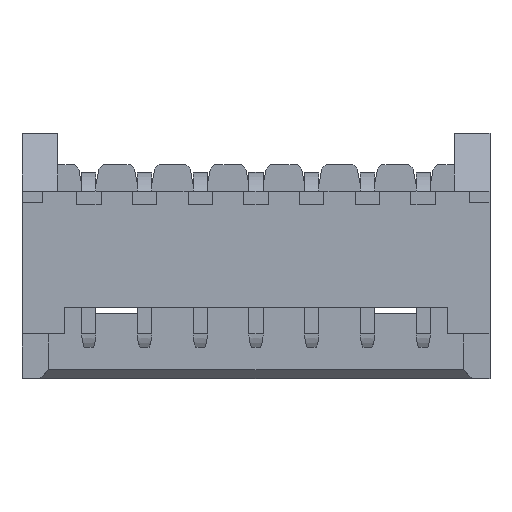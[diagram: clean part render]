
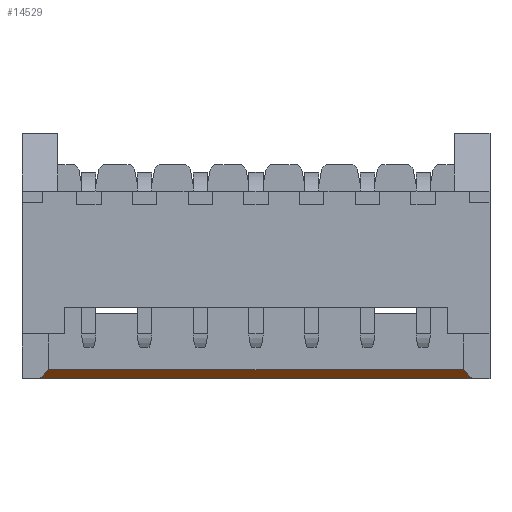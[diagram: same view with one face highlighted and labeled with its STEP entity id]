
A CAD part, top view. The second image highlights one B-rep face of the part: STEP entity #14529.
In plain terms, the highlighted planar face has unit normal (0, -0.707, 0.707).
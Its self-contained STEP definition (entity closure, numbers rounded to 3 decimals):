
#2203 = PLANE('',#2204);
#2204 = AXIS2_PLACEMENT_3D('',#2205,#2206,#2207);
#2205 = CARTESIAN_POINT('',(3.75,-4.45,1.8));
#2206 = DIRECTION('',(0.,-1.,0.));
#2207 = DIRECTION('',(-1.,0.,0.));
#5541 = VERTEX_POINT('',#5542);
#5542 = CARTESIAN_POINT('',(-1.1,-4.45,0.55));
#5556 = PLANE('',#5557);
#5557 = AXIS2_PLACEMENT_3D('',#5558,#5559,#5560);
#5558 = CARTESIAN_POINT('',(-1.1,-4.45,3.15));
#5559 = DIRECTION('',(0.707,-0.707,
    0.));
#5560 = DIRECTION('',(0.,0.,-1.));
#5568 = EDGE_CURVE('',#5541,#5569,#5571,.T.);
#5569 = VERTEX_POINT('',#5570);
#5570 = CARTESIAN_POINT('',(8.6,-4.45,0.55));
#5571 = SURFACE_CURVE('',#5572,(#5576,#5583),.PCURVE_S1.);
#5572 = LINE('',#5573,#5574);
#5573 = CARTESIAN_POINT('',(-1.1,-4.45,0.55));
#5574 = VECTOR('',#5575,1.);
#5575 = DIRECTION('',(1.,0.,0.));
#5576 = PCURVE('',#2203,#5577);
#5577 = DEFINITIONAL_REPRESENTATION('',(#5578),#5582);
#5578 = LINE('',#5579,#5580);
#5579 = CARTESIAN_POINT('',(4.85,1.25));
#5580 = VECTOR('',#5581,1.);
#5581 = DIRECTION('',(-1.,0.));
#5582 = ( GEOMETRIC_REPRESENTATION_CONTEXT(2) 
PARAMETRIC_REPRESENTATION_CONTEXT() REPRESENTATION_CONTEXT('2D SPACE',''
  ) );
#5583 = PCURVE('',#5584,#5589);
#5584 = PLANE('',#5585);
#5585 = AXIS2_PLACEMENT_3D('',#5586,#5587,#5588);
#5586 = CARTESIAN_POINT('',(-0.9,-4.45,0.55));
#5587 = DIRECTION('',(0.,-0.707,0.707));
#5588 = DIRECTION('',(1.,0.,0.));
#5589 = DEFINITIONAL_REPRESENTATION('',(#5590),#5594);
#5590 = LINE('',#5591,#5592);
#5591 = CARTESIAN_POINT('',(-0.2,0.));
#5592 = VECTOR('',#5593,1.);
#5593 = DIRECTION('',(1.,0.));
#5594 = ( GEOMETRIC_REPRESENTATION_CONTEXT(2) 
PARAMETRIC_REPRESENTATION_CONTEXT() REPRESENTATION_CONTEXT('2D SPACE',''
  ) );
#5610 = PLANE('',#5611);
#5611 = AXIS2_PLACEMENT_3D('',#5612,#5613,#5614);
#5612 = CARTESIAN_POINT('',(8.6,-4.45,0.75));
#5613 = DIRECTION('',(-0.707,-0.707,
    0.));
#5614 = DIRECTION('',(0.,0.,1.));
#9690 = PLANE('',#9691);
#9691 = AXIS2_PLACEMENT_3D('',#9692,#9693,#9694);
#9692 = CARTESIAN_POINT('',(-0.9,-4.45,0.75));
#9693 = DIRECTION('',(0.,0.,-1.));
#9694 = DIRECTION('',(1.,0.,0.));
#14486 = VERTEX_POINT('',#14487);
#14487 = CARTESIAN_POINT('',(-0.9,-4.25,0.75));
#14508 = EDGE_CURVE('',#5541,#14486,#14509,.T.);
#14509 = SURFACE_CURVE('',#14510,(#14514,#14521),.PCURVE_S1.);
#14510 = LINE('',#14511,#14512);
#14511 = CARTESIAN_POINT('',(-1.1,-4.45,0.55));
#14512 = VECTOR('',#14513,1.);
#14513 = DIRECTION('',(0.577,0.577,0.577));
#14514 = PCURVE('',#5556,#14515);
#14515 = DEFINITIONAL_REPRESENTATION('',(#14516),#14520);
#14516 = LINE('',#14517,#14518);
#14517 = CARTESIAN_POINT('',(2.6,0.));
#14518 = VECTOR('',#14519,1.);
#14519 = DIRECTION('',(-0.577,0.816));
#14520 = ( GEOMETRIC_REPRESENTATION_CONTEXT(2) 
PARAMETRIC_REPRESENTATION_CONTEXT() REPRESENTATION_CONTEXT('2D SPACE',''
  ) );
#14521 = PCURVE('',#5584,#14522);
#14522 = DEFINITIONAL_REPRESENTATION('',(#14523),#14527);
#14523 = LINE('',#14524,#14525);
#14524 = CARTESIAN_POINT('',(-0.2,0.));
#14525 = VECTOR('',#14526,1.);
#14526 = DIRECTION('',(0.577,0.816));
#14527 = ( GEOMETRIC_REPRESENTATION_CONTEXT(2) 
PARAMETRIC_REPRESENTATION_CONTEXT() REPRESENTATION_CONTEXT('2D SPACE',''
  ) );
#14529 = ADVANCED_FACE('',(#14530),#5584,.T.);
#14530 = FACE_BOUND('',#14531,.F.);
#14531 = EDGE_LOOP('',(#14532,#14533,#14534,#14557));
#14532 = ORIENTED_EDGE('',*,*,#5568,.F.);
#14533 = ORIENTED_EDGE('',*,*,#14508,.T.);
#14534 = ORIENTED_EDGE('',*,*,#14535,.T.);
#14535 = EDGE_CURVE('',#14486,#14536,#14538,.T.);
#14536 = VERTEX_POINT('',#14537);
#14537 = CARTESIAN_POINT('',(8.4,-4.25,0.75));
#14538 = SURFACE_CURVE('',#14539,(#14543,#14550),.PCURVE_S1.);
#14539 = LINE('',#14540,#14541);
#14540 = CARTESIAN_POINT('',(-0.9,-4.25,0.75));
#14541 = VECTOR('',#14542,1.);
#14542 = DIRECTION('',(1.,0.,0.));
#14543 = PCURVE('',#5584,#14544);
#14544 = DEFINITIONAL_REPRESENTATION('',(#14545),#14549);
#14545 = LINE('',#14546,#14547);
#14546 = CARTESIAN_POINT('',(0.,0.283));
#14547 = VECTOR('',#14548,1.);
#14548 = DIRECTION('',(1.,0.));
#14549 = ( GEOMETRIC_REPRESENTATION_CONTEXT(2) 
PARAMETRIC_REPRESENTATION_CONTEXT() REPRESENTATION_CONTEXT('2D SPACE',''
  ) );
#14550 = PCURVE('',#9690,#14551);
#14551 = DEFINITIONAL_REPRESENTATION('',(#14552),#14556);
#14552 = LINE('',#14553,#14554);
#14553 = CARTESIAN_POINT('',(0.,-0.2));
#14554 = VECTOR('',#14555,1.);
#14555 = DIRECTION('',(1.,0.));
#14556 = ( GEOMETRIC_REPRESENTATION_CONTEXT(2) 
PARAMETRIC_REPRESENTATION_CONTEXT() REPRESENTATION_CONTEXT('2D SPACE',''
  ) );
#14557 = ORIENTED_EDGE('',*,*,#14558,.F.);
#14558 = EDGE_CURVE('',#5569,#14536,#14559,.T.);
#14559 = SURFACE_CURVE('',#14560,(#14564,#14571),.PCURVE_S1.);
#14560 = LINE('',#14561,#14562);
#14561 = CARTESIAN_POINT('',(8.6,-4.45,0.55));
#14562 = VECTOR('',#14563,1.);
#14563 = DIRECTION('',(-0.577,0.577,0.577));
#14564 = PCURVE('',#5584,#14565);
#14565 = DEFINITIONAL_REPRESENTATION('',(#14566),#14570);
#14566 = LINE('',#14567,#14568);
#14567 = CARTESIAN_POINT('',(9.5,0.));
#14568 = VECTOR('',#14569,1.);
#14569 = DIRECTION('',(-0.577,0.816));
#14570 = ( GEOMETRIC_REPRESENTATION_CONTEXT(2) 
PARAMETRIC_REPRESENTATION_CONTEXT() REPRESENTATION_CONTEXT('2D SPACE',''
  ) );
#14571 = PCURVE('',#5610,#14572);
#14572 = DEFINITIONAL_REPRESENTATION('',(#14573),#14577);
#14573 = LINE('',#14574,#14575);
#14574 = CARTESIAN_POINT('',(-0.2,0.));
#14575 = VECTOR('',#14576,1.);
#14576 = DIRECTION('',(0.577,0.816));
#14577 = ( GEOMETRIC_REPRESENTATION_CONTEXT(2) 
PARAMETRIC_REPRESENTATION_CONTEXT() REPRESENTATION_CONTEXT('2D SPACE',''
  ) );
